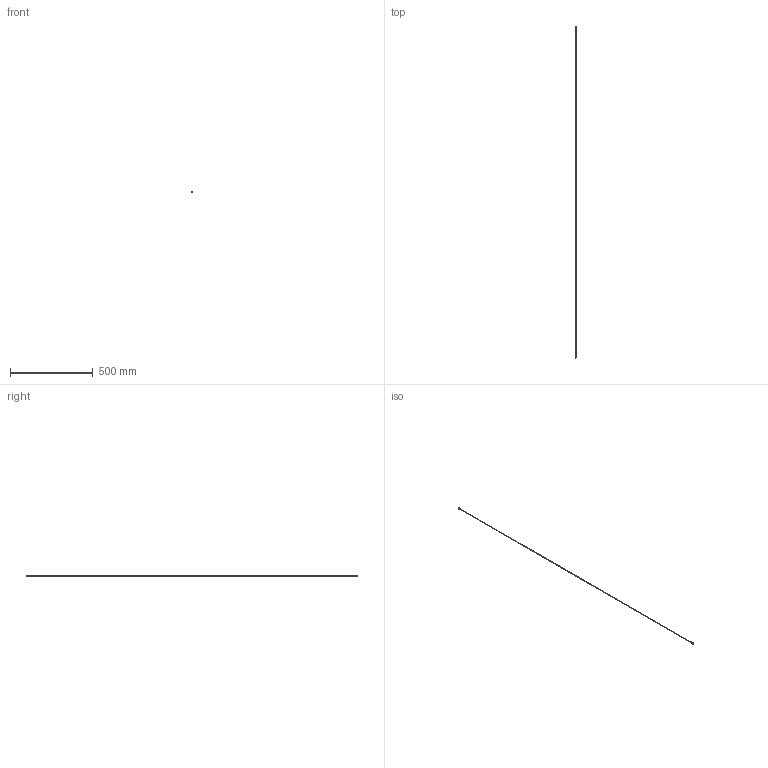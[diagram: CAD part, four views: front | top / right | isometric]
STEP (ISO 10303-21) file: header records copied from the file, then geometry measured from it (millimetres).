
FILE_DESCRIPTION(/* description */ ('Unknown'),/* implementation_level */ '2;1');
FILE_NAME(/* name */ '655035032200003',/* time_stamp */ '2020-01-08T09:17:37+01:00',/* author */ ('Unknown'),/* organization */ ('Unknown'),/* preprocessor_version */ 'ST-DEVELOPER v16.7',/* originating_system */ 'DEX',/* authorisation */ $);
FILE_SCHEMA (('AUTOMOTIVE_DESIGN {1 0 10303 214 3 1 1}'));
Length unit declared in the file: millimetre
Products named in the file (17): 655035032200003; RG-174_78,74inch; 60314602124030; 60314602124030_Shelding1; 60314602124030_Shelding3; 60314602124030_Insulator1; 60314602124030_Ring plastic; 60314602124030_Circlips; 60314602124030_Signalpin; 60314602124030_Insulator2; 60312642114030; 60312642114030_Shelding; 60312642114030_Bolt; 60312642114030_insulator; 60312642114030_Washer; 60312642114030_Signalpin; 60312642114030_Insulator2
Assembly tree (16 placements, depth 3):
  655035032200003
    RG-174_78,74inch
    60314602124030
      60314602124030_Shelding1
      60314602124030_Shelding3
      60314602124030_Insulator1
      60314602124030_Ring plastic
      60314602124030_Circlips
      60314602124030_Signalpin
    60314602124030_Insulator2
    60312642114030
      60312642114030_Shelding
      60312642114030_Bolt
      60312642114030_insulator
      60312642114030_Washer
      60312642114030_Signalpin
    60312642114030_Insulator2
Bounding box: 10.19 x 2000 x 10.19 mm (x, y, z)
Volume: 11456 mm3; surface area: 70424 mm2
Topology: 17 solids, 17 shells, 321 faces, 787 edges, 525 vertices
Faces by surface type: plane 126, cylinder 111, bspline 34, torus 29, cone 21
Full cylindrical faces by diameter (mm): 0.52 x2, 0.6 x1, 0.92 x2, 1.1 x1, 1.27 x6, 1.47 x2, 1.53 x2, 1.7 x2, 2.1 x2, 2.5 x4, 2.52 x1, 2.6 x2, 2.65 x1, 3.5 x2, 3.8 x2, 3.84 x1, 3.85 x2, 4.06 x2, 4.56 x2, 4.75 x1, 4.8 x2, 4.95 x1, 5.35 x1, 6.4 x2, 6.5 x1, 6.55 x5, 7 x1, 7.8 x1, 10.2 x1
Entity records: 21817 total; most frequent: CARTESIAN_POINT 14771, ORIENTED_EDGE 1342, DIRECTION 1275, EDGE_CURVE 671, AXIS2_PLACEMENT_3D 524, VERTEX_POINT 484, EDGE_LOOP 435, FACE_BOUND 435
